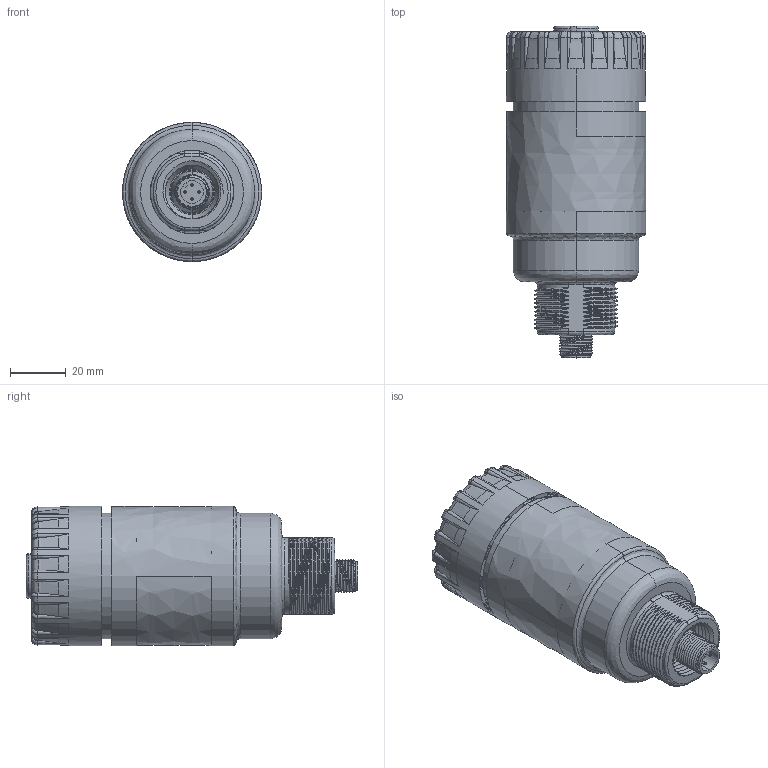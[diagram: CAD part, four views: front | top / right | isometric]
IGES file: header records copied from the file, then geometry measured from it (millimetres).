
Start section:  PTC IGES file: 145171.igs
Global section: file name: 145171.igs; native system: Pro/ENGINEER by Parametric Technology Corporation; preprocessor: 2006170; author: banengservice; organization: Unknown; date: 20090210.100705; units: inch
Bounding box: 50 x 119.3 x 50 mm (x, y, z)
Volume: 65484.1 mm3; surface area: 62094.9 mm2
Topology: 3 solids, 3 shells, 1186 faces, 3033 edges, 1899 vertices
Faces by surface type: revolution 758, bspline 428
